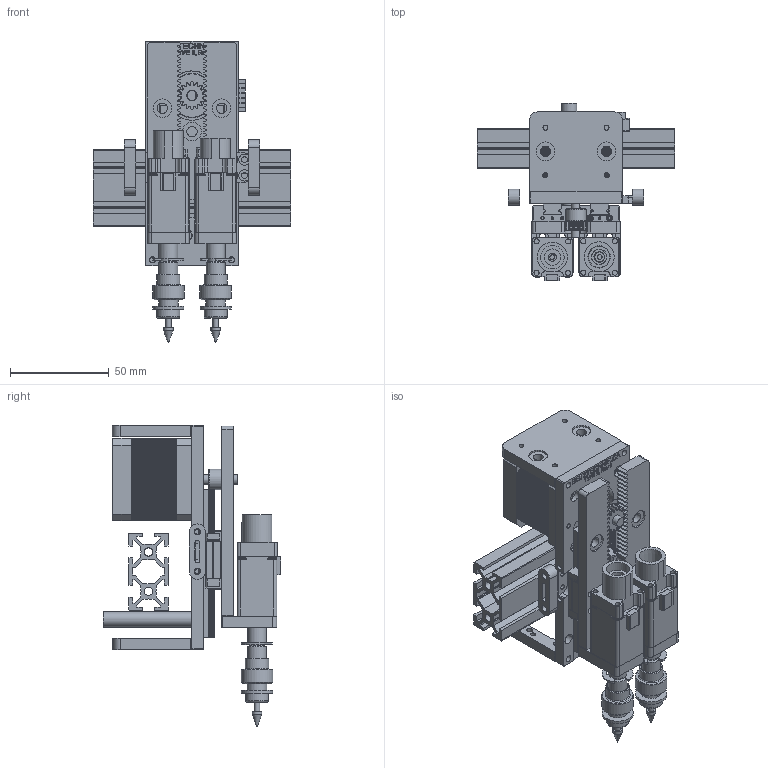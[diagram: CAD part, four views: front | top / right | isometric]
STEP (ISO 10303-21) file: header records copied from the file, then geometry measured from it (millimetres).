
FILE_DESCRIPTION(/* description */ (''),/* implementation_level */ '2;1');
FILE_NAME(/* name */ 'Compact Head Assy.step',/* time_stamp */ '2021-06-03T11:36:38-07:00',/* author */ (''),/* organization */ (''),/* preprocessor_version */ 'ST-DEVELOPER v18.1',/* originating_system */ 'Autodesk Translation Framework v10.9.0.1377',/* authorisation */ '');
FILE_SCHEMA (('AUTOMOTIVE_DESIGN { 1 0 10303 214 3 1 1 }'));
Products named in the file (45): Compact Head Assy; Main plates; Main plate; Carriage; MOTOR MOUNT; Camera mount; Tensioner; Top plate; Linking plate; Motors; NEMA8 hollow shaft; Nema 17HS4401-S; Accessories; 1/4 NPT Vacuum adapter v1; TPU seal; Nozzle holders; Juki Nozzle Assembly v2; Juki Nozzle Assembly v2_1; Juki Holder for NEMA8; Juki Collar for NEMA8; Grub Screw M2; E Clip 8mm ID; Juki 500 Nozzle; Ball M2; M8 inductive probe; 32 16P spur gear; 7880K27; _HFSP5-2040-100; 4mm PTC Vacuum adapter (1); 11*5*4 bearing; Rails; MGN9C1R0075Z0HM v1; _Rail-MGN9R00751HM-7; _MGN9CZ0HM; _MG-P-Screw-9-N; _MG-Plug-Screw-9-N; _EndSeal-MGN9; _Bolt-MG9; MGN9C1R0075Z0HM v1 (1); _Rail-MGN9R00751HM-7 (1) ...
Assembly tree (66 placements, depth 5):
  Compact Head Assy
    Main plates
      Main plate
      Carriage  x2
      MOTOR MOUNT  x2
      Camera mount
      Tensioner  x2
      Top plate
      Linking plate
    Motors
      NEMA8 hollow shaft  x2
      Nema 17HS4401-S
    Accessories
      1/4 NPT Vacuum adapter v1
        TPU seal
      Nozzle holders
        Juki Nozzle Assembly v2
          Juki Holder for NEMA8
          Juki Collar for NEMA8
          Grub Screw M2
          Ball M2  x3
          E Clip 8mm ID
          Juki 500 Nozzle
        Juki Nozzle Assembly v2_1
          Juki Holder for NEMA8
          Juki Collar for NEMA8
          Grub Screw M2
          Ball M2  x3
          E Clip 8mm ID
          Juki 500 Nozzle
      M8 inductive probe
      32 16P spur gear
        7880K27
      _HFSP5-2040-100
      4mm PTC Vacuum adapter (1)
        11*5*4 bearing
    Rails
      MGN9C1R0075Z0HM v1
        _Rail-MGN9R00751HM-7
        _MGN9CZ0HM
        _EndSeal-MGN9  x2
        _Bolt-MG9  x4
        _MG-P-Screw-9-N
        _MG-Plug-Screw-9-N
      MGN9C1R0075Z0HM v1 (1)
        _Rail-MGN9R00751HM-7 (1)
        _MGN9CZ0HM (1)
        _EndSeal-MGN9 (1)  x2
        _Bolt-MG9 (1)  x4
        _MG-P-Screw-9-N (1)
        _MG-Plug-Screw-9-N (1)
Bounding box: 100 x 90.02 x 152.78 mm (x, y, z)
Volume: 220845.2 mm3; surface area: 124083.6 mm2
Topology: 59 solids, 59 shells, 3620 faces, 9601 edges, 6345 vertices
Faces by surface type: plane 2482, cylinder 765, bspline 162, cone 136, torus 64, sphere 11
Full cylindrical faces by diameter (mm): 0.3 x2, 0.5 x6, 1.2 x12, 1.221 x8, 1.333 x4, 1.567 x8, 1.6 x16, 1.9 x6, 1.915 x14, 2.2 x18, 2.459 x8, 2.5 x53, 2.6 x8, 2.8 x2, 3 x22, 3.2 x28, 3.5 x10, 4 x2, 4.1 x8, 4.13 x1, 4.2 x2, 4.8 x2, 4.9 x1, 4.97 x2, 5 x4, 5.2 x8, 5.25 x3, 5.5 x2, 5.588 x1, 5.7 x4
Entity records: 102288 total; most frequent: CARTESIAN_POINT 24191, ORIENTED_EDGE 15854, DIRECTION 14664, EDGE_CURVE 7927, LINE 6038, VECTOR 6038, VERTEX_POINT 5266, AXIS2_PLACEMENT_3D 4313
